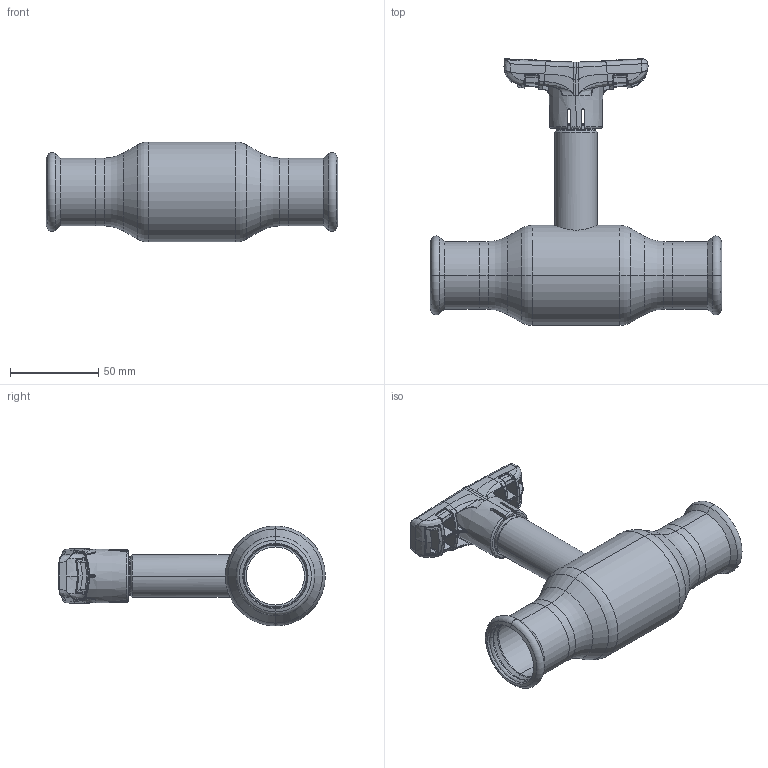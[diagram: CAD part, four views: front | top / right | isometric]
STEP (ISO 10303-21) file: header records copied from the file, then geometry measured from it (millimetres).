
FILE_DESCRIPTION (( 'STEP AP214' ), '1' );
FILE_NAME ('1032000101-1400.step', '2023-12-08T10:15:33', ( '' ), ( '' ), 'SwSTEP 2.0', 'SolidWorks 2021', '' );
FILE_SCHEMA (( 'AUTOMOTIVE_DESIGN' ));
Length unit declared in the file: millimetre
Products named in the file (1): 1032000101-1400
Bounding box: 165 x 150.77 x 56.5 mm (x, y, z)
Surface area: 52225.3 mm2 (no closed solid volume)
Topology: 0 solids, 8 shells, 567 faces, 2030 edges, 1389 vertices
Faces by surface type: bspline 439, plane 43, cylinder 30, cone 30, torus 25
Entity records: 55192 total; most frequent: CARTESIAN_POINT 36406, ORIENTED_EDGE 3209, EDGE_CURVE 2016, B_SPLINE_CURVE_WITH_KNOTS 1458, VERTEX_POINT 1386, DIRECTION 1218, EDGE_LOOP 579, UNCERTAINTY_MEASURE_WITH_UNIT 566
